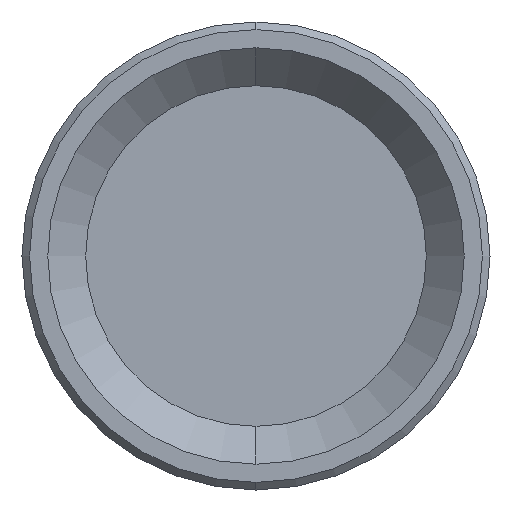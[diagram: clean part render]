
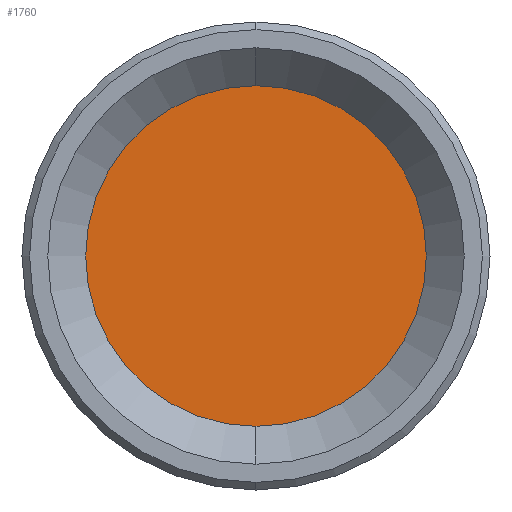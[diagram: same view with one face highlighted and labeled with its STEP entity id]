
A CAD part, left-side view. The second image highlights one B-rep face of the part: STEP entity #1760.
In plain terms, the highlighted planar face has unit normal (-1, 0, 0).
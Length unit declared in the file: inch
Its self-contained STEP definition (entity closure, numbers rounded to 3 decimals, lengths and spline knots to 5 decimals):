
#150 = DIRECTION ( 'NONE',  ( 0., 0., 1. ) ) ;
#220 = VERTEX_POINT ( 'NONE', #6311 ) ;
#406 = AXIS2_PLACEMENT_3D ( 'NONE', #2283, #3844, #771 ) ;
#448 = DIRECTION ( 'NONE',  ( -1., 0., 0. ) ) ;
#611 = CIRCLE ( 'NONE', #406, 0.045 ) ;
#771 = DIRECTION ( 'NONE',  ( 0., 0., 1. ) ) ;
#937 = CARTESIAN_POINT ( 'NONE',  ( 0.598, 0., 0.045 ) ) ;
#1532 = FACE_OUTER_BOUND ( 'NONE', #6266, .T. ) ;
#1596 = DIRECTION ( 'NONE',  ( -1., 0., 0. ) ) ;
#1760 = ADVANCED_FACE ( 'NONE', ( #1532 ), #4940, .T. ) ;
#2283 = CARTESIAN_POINT ( 'NONE',  ( 0.598, 0., 0. ) ) ;
#2284 = CIRCLE ( 'NONE', #5544, 0.045 ) ;
#2440 = VERTEX_POINT ( 'NONE', #937 ) ;
#2443 = DIRECTION ( 'NONE',  ( 0., 0., 1. ) ) ;
#3217 = EDGE_CURVE ( 'NONE', #220, #2440, #2284, .T. ) ;
#3269 = CARTESIAN_POINT ( 'NONE',  ( 0.598, 0., 0. ) ) ;
#3706 = ORIENTED_EDGE ( 'NONE', *, *, #3217, .T. ) ;
#3844 = DIRECTION ( 'NONE',  ( -1., 0., 0. ) ) ;
#4940 = PLANE ( 'NONE',  #5080 ) ;
#5059 = CARTESIAN_POINT ( 'NONE',  ( 0.598, 0., 0. ) ) ;
#5080 = AXIS2_PLACEMENT_3D ( 'NONE', #5059, #448, #2443 ) ;
#5162 = EDGE_CURVE ( 'NONE', #2440, #220, #611, .T. ) ;
#5544 = AXIS2_PLACEMENT_3D ( 'NONE', #3269, #1596, #150 ) ;
#6152 = ORIENTED_EDGE ( 'NONE', *, *, #5162, .T. ) ;
#6266 = EDGE_LOOP ( 'NONE', ( #6152, #3706 ) ) ;
#6311 = CARTESIAN_POINT ( 'NONE',  ( 0.598, 0., -0.045 ) ) ;
